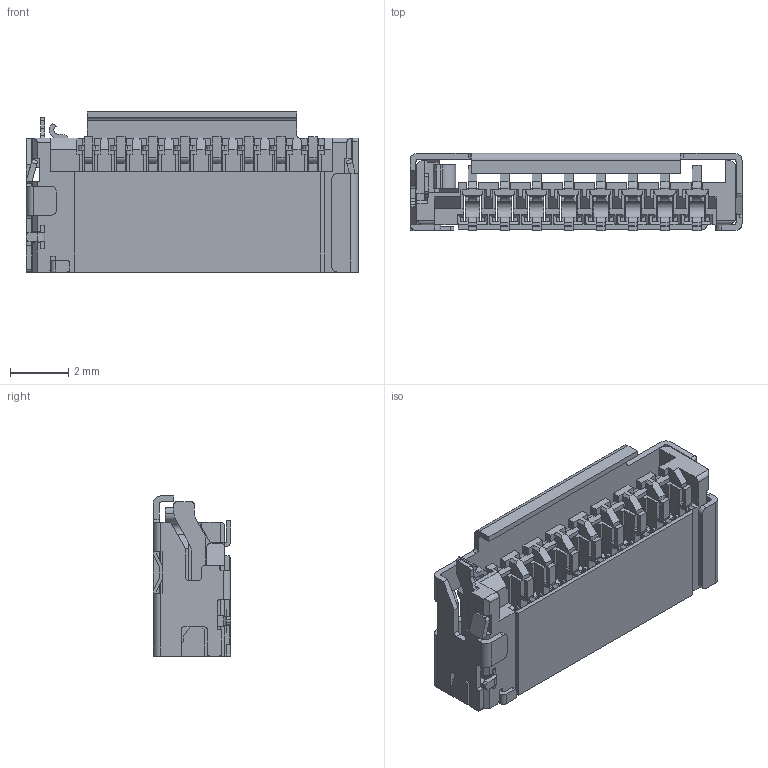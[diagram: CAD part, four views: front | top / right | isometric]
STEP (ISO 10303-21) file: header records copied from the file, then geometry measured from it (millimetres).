
FILE_DESCRIPTION (( 'STEP AP214' ), '1' );
FILE_NAME ('Molex 47309-2651.STEP', '2023-01-12T15:52:29', ( '' ), ( '' ), 'SwSTEP 2.0', 'SolidWorks 2018', '' );
FILE_SCHEMA (( 'AUTOMOTIVE_DESIGN' ));
Length unit declared in the file: millimetre
Products named in the file (1): Molex 47309-2651
Bounding box: 11.4 x 2.65 x 5.5 mm (x, y, z)
Volume: 63.4 mm3; surface area: 502.3 mm2
Topology: 2 solids, 2 shells, 864 faces, 2605 edges, 1700 vertices
Faces by surface type: plane 688, cylinder 176
Entity records: 33304 total; most frequent: ORIENTED_EDGE 5210, CARTESIAN_POINT 5205, DIRECTION 4679, EDGE_CURVE 2605, VECTOR 2247, LINE 2247, VERTEX_POINT 1700, AXIS2_PLACEMENT_3D 1216
